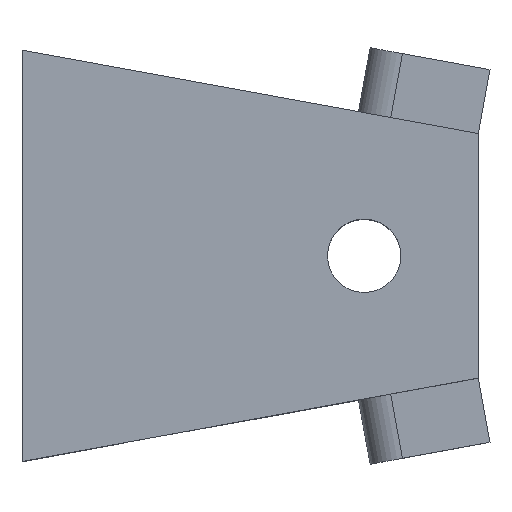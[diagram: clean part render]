
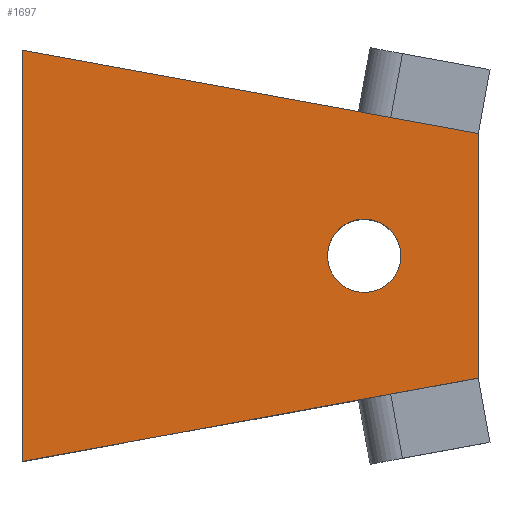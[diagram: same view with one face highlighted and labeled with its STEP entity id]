
A CAD part, top view. The second image highlights one B-rep face of the part: STEP entity #1697.
In plain terms, the highlighted planar face has unit normal (0, 0, 1).
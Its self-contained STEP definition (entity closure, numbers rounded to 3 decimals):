
#542=CARTESIAN_POINT('',(10.,-7.5,7.5));
#543=VERTEX_POINT('',#542);
#550=CARTESIAN_POINT('',(-18.0,-12.616,7.5));
#551=VERTEX_POINT('',#550);
#552=CARTESIAN_POINT('',(10.,-7.5,7.5));
#553=DIRECTION('',(-0.984,-0.18,0.0));
#554=VECTOR('',#553,28.464);
#555=LINE('',#552,#554);
#556=EDGE_CURVE('',#543,#551,#555,.T.);
#1656=CARTESIAN_POINT('',(0.,0.,7.5));
#1657=DIRECTION('',(0.0,0.0,1.0));
#1658=DIRECTION('',(1.0,0.0,0.0));
#1659=AXIS2_PLACEMENT_3D('',#1656,#1657,#1658);
#1660=PLANE('',#1659);
#1661=CARTESIAN_POINT('',(10.0,7.5,7.5));
#1662=VERTEX_POINT('',#1661);
#1663=CARTESIAN_POINT('',(10.0,7.5,7.5));
#1664=DIRECTION('',(0.0,-1.0,0.0));
#1665=VECTOR('',#1664,15.);
#1666=LINE('',#1663,#1665);
#1667=EDGE_CURVE('',#1662,#543,#1666,.T.);
#1668=ORIENTED_EDGE('',*,*,#1667,.F.);
#1669=CARTESIAN_POINT('',(-18.,12.616,7.5));
#1670=VERTEX_POINT('',#1669);
#1671=CARTESIAN_POINT('',(-18.,12.616,7.5));
#1672=DIRECTION('',(0.984,-0.18,0.0));
#1673=VECTOR('',#1672,28.464);
#1674=LINE('',#1671,#1673);
#1675=EDGE_CURVE('',#1670,#1662,#1674,.T.);
#1676=ORIENTED_EDGE('',*,*,#1675,.F.);
#1677=CARTESIAN_POINT('',(-18.0,-12.616,7.5));
#1678=DIRECTION('',(0.0,1.0,0.0));
#1679=VECTOR('',#1678,25.232);
#1680=LINE('',#1677,#1679);
#1681=EDGE_CURVE('',#551,#1670,#1680,.T.);
#1682=ORIENTED_EDGE('',*,*,#1681,.F.);
#1683=ORIENTED_EDGE('',*,*,#556,.F.);
#1684=EDGE_LOOP('',(#1668,#1676,#1682,#1683));
#1685=FACE_OUTER_BOUND('',#1684,.T.);
#1686=CARTESIAN_POINT('',(5.25,0.,7.5));
#1687=VERTEX_POINT('',#1686);
#1688=CARTESIAN_POINT('',(3.0,0.0,7.5));
#1689=DIRECTION('',(0.0,0.0,-1.0));
#1690=DIRECTION('',(-1.0,0.0,0.0));
#1691=AXIS2_PLACEMENT_3D('',#1688,#1689,#1690);
#1692=CIRCLE('',#1691,2.25);
#1693=EDGE_CURVE('',#1687,#1687,#1692,.T.);
#1694=ORIENTED_EDGE('',*,*,#1693,.T.);
#1695=EDGE_LOOP('',(#1694));
#1696=FACE_BOUND('',#1695,.T.);
#1697=ADVANCED_FACE('',(#1685,#1696),#1660,.T.);
